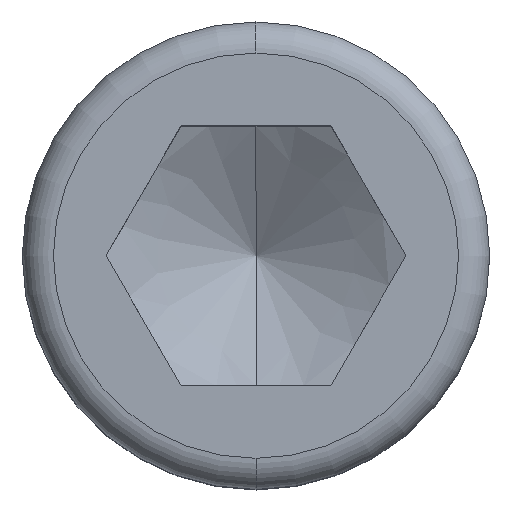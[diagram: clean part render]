
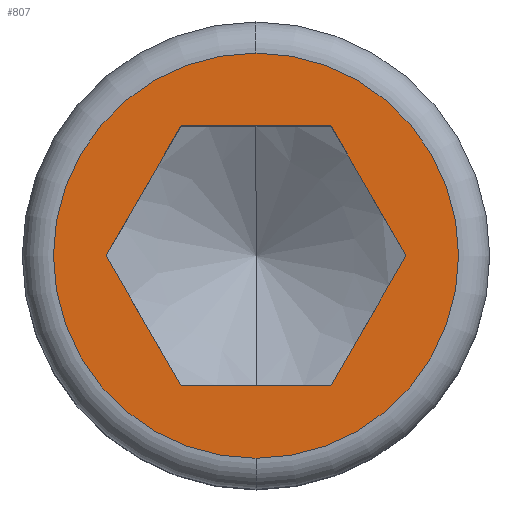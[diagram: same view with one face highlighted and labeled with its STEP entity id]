
A CAD part, top view. The second image highlights one B-rep face of the part: STEP entity #807.
In plain terms, the highlighted planar face has unit normal (0, 0, 1).
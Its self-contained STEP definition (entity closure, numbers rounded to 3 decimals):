
#807=ADVANCED_FACE('',(#2362,#2363),#2364,.T.);
#937=EDGE_CURVE('',#2263,#2319,#2510,.T.);
#993=VERTEX_POINT('',#2571);
#1117=EDGE_CURVE('',#2319,#993,#2709,.T.);
#1515=VERTEX_POINT('',#3167);
#1597=VERTEX_POINT('',#3264);
#1873=EDGE_CURVE('',#1923,#2033,#3578,.T.);
#1923=VERTEX_POINT('',#3634);
#1997=EDGE_CURVE('',#2033,#2263,#3718,.T.);
#2027=EDGE_CURVE('',#1515,#1923,#3752,.T.);
#2033=VERTEX_POINT('',#3758);
#2189=VERTEX_POINT('',#3940);
#2251=EDGE_CURVE('',#2189,#1597,#4010,.T.);
#2263=VERTEX_POINT('',#4023);
#2273=EDGE_CURVE('',#993,#1515,#4036,.T.);
#2309=EDGE_CURVE('',#1597,#2189,#4076,.T.);
#2319=VERTEX_POINT('',#4086);
#2362=FACE_BOUND('',#4127,.T.);
#2363=FACE_OUTER_BOUND('',#4128,.T.);
#2364=PLANE('',#4129);
#2510=LINE('',#4346,#4347);
#2571=CARTESIAN_POINT('',(-2.887,5.001,12.0));
#2709=LINE('',#4626,#4627);
#3167=CARTESIAN_POINT('',(2.887,5.001,12.0));
#3264=CARTESIAN_POINT('',(0.,-7.8,12.));
#3578=LINE('',#5860,#5861);
#3634=CARTESIAN_POINT('',(5.775,0.,12.0));
#3718=LINE('',#6065,#6066);
#3752=LINE('',#6111,#6112);
#3758=CARTESIAN_POINT('',(2.888,-5.001,12.0));
#3940=CARTESIAN_POINT('',(0.,7.8,12.));
#4010=CIRCLE('',#6459,7.8);
#4023=CARTESIAN_POINT('',(-2.887,-5.001,12.0));
#4036=LINE('',#6494,#6495);
#4076=CIRCLE('',#6561,7.8);
#4086=CARTESIAN_POINT('',(-5.775,0.,12.0));
#4127=EDGE_LOOP('',(#6609,#6610,#6611,#6612,#6613,#6614));
#4128=EDGE_LOOP('',(#6615,#6616));
#4129=AXIS2_PLACEMENT_3D('',#6617,#6618,#6619);
#4346=CARTESIAN_POINT('',(-5.053,-1.25,12.0));
#4347=VECTOR('',#6779,1.0);
#4626=CARTESIAN_POINT('',(-3.609,3.751,12.0));
#4627=VECTOR('',#6978,1.0);
#5860=CARTESIAN_POINT('',(3.609,-3.751,12.0));
#5861=VECTOR('',#8084,1.0);
#6065=CARTESIAN_POINT('',(-1.444,-5.001,12.0));
#6066=VECTOR('',#8269,1.0);
#6111=CARTESIAN_POINT('',(5.053,1.25,12.0));
#6112=VECTOR('',#8304,1.0);
#6459=AXIS2_PLACEMENT_3D('',#8630,#8631,#8632);
#6494=CARTESIAN_POINT('',(1.444,5.001,12.0));
#6495=VECTOR('',#8671,1.0);
#6561=AXIS2_PLACEMENT_3D('',#8722,#8723,#8724);
#6609=ORIENTED_EDGE('',*,*,#937,.T.);
#6610=ORIENTED_EDGE('',*,*,#1117,.T.);
#6611=ORIENTED_EDGE('',*,*,#2273,.T.);
#6612=ORIENTED_EDGE('',*,*,#2027,.T.);
#6613=ORIENTED_EDGE('',*,*,#1873,.T.);
#6614=ORIENTED_EDGE('',*,*,#1997,.T.);
#6615=ORIENTED_EDGE('',*,*,#2309,.T.);
#6616=ORIENTED_EDGE('',*,*,#2251,.T.);
#6617=CARTESIAN_POINT('',(0.,-7.387,12.));
#6618=DIRECTION('',(0.0,0.0,1.0));
#6619=DIRECTION('',(0.,-1.0,0.0));
#6779=DIRECTION('',(-0.5,0.866,0.0));
#6978=DIRECTION('',(0.5,0.866,0.0));
#8084=DIRECTION('',(-0.5,-0.866,0.0));
#8269=DIRECTION('',(-1.0,0.0,0.0));
#8304=DIRECTION('',(0.5,-0.866,0.0));
#8630=CARTESIAN_POINT('',(0.,0.,12.));
#8631=DIRECTION('',(0.0,0.0,1.0));
#8632=DIRECTION('',(-1.0,0.0,0.0));
#8671=DIRECTION('',(1.0,0.0,0.0));
#8722=CARTESIAN_POINT('',(0.,0.,12.));
#8723=DIRECTION('',(0.0,0.0,1.0));
#8724=DIRECTION('',(-1.0,0.0,0.0));
